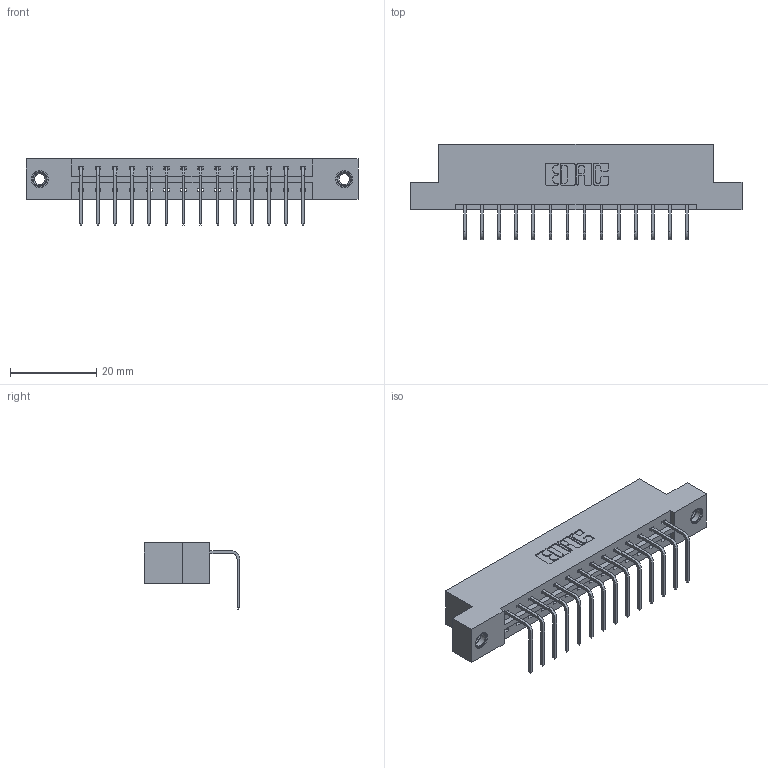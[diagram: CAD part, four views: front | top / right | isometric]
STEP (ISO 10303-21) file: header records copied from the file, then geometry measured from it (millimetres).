
FILE_DESCRIPTION (( 'STEP AP203' ), '1' );
FILE_NAME ('333-014-558-107.STEP', '2018-08-01T03:04:00', ( '' ), ( '' ), 'SwSTEP 2.0', 'SolidWorks 2016', '' );
FILE_SCHEMA (( 'CONFIG_CONTROL_DESIGN' ));
Length unit declared in the file: inch
Products named in the file (4): 333 Part_Flush - .156 Dia - TI; 345-292-001_558 Tail - 2; 345-250-001_345-250-005-103; 333-014-558-107
Assembly tree (17 placements, depth 2):
  333-014-558-107
    333 Part_Flush - .156 Dia - TI
    345-292-001_558 Tail - 2  x14
    345-250-001_345-250-005-103  x2
Bounding box: 77.01 x 22.17 x 15.37 mm (x, y, z)
Volume: 7542 mm3; surface area: 8300.6 mm2
Topology: 17 solids, 17 shells, 1014 faces, 2995 edges, 1970 vertices
Faces by surface type: plane 718, cylinder 280, cone 12, torus 4
Entity records: 13450 total; most frequent: CARTESIAN_POINT 2307, ORIENTED_EDGE 2250, DIRECTION 2035, EDGE_CURVE 1125, LINE 977, VECTOR 977, VERTEX_POINT 744, AXIS2_PLACEMENT_3D 529
